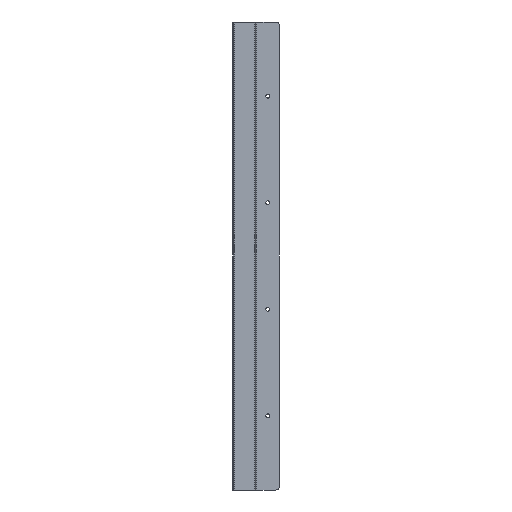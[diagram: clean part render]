
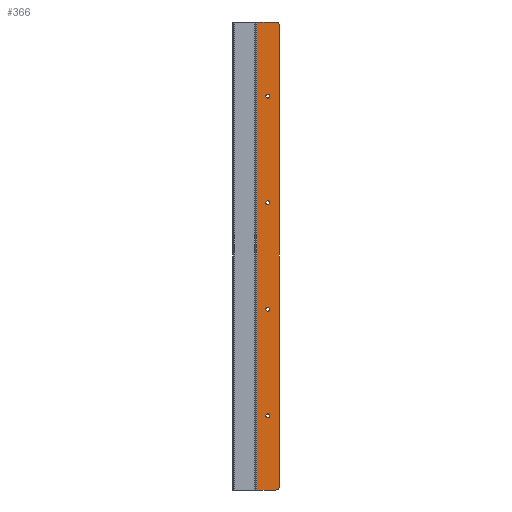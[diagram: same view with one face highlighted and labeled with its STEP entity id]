
A CAD part, front view. The second image highlights one B-rep face of the part: STEP entity #366.
In plain terms, the highlighted planar face has unit normal (0, -1, 0).
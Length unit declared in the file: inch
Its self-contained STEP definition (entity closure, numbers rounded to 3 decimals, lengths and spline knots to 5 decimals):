
#2 = LINE ( 'NONE', #7, #321 ) ;
#7 = CARTESIAN_POINT ( 'NONE',  ( 0.047, -0.548, -15. ) ) ;
#27 = CARTESIAN_POINT ( 'NONE',  ( 0.75, -0.548, 3.41667 ) ) ;
#31 = EDGE_CURVE ( 'NONE', #185, #185, #543, .T. ) ;
#51 = DIRECTION ( 'NONE',  ( 0., 0., 1. ) ) ;
#90 = ORIENTED_EDGE ( 'NONE', *, *, #609, .F. ) ;
#100 = EDGE_LOOP ( 'NONE', ( #742 ) ) ;
#123 = VERTEX_POINT ( 'NONE', #564 ) ;
#126 = VERTEX_POINT ( 'NONE', #697 ) ;
#143 = ORIENTED_EDGE ( 'NONE', *, *, #502, .T. ) ;
#147 = DIRECTION ( 'NONE',  ( 0., 0., 1. ) ) ;
#155 = PLANE ( 'NONE',  #306 ) ;
#161 = CARTESIAN_POINT ( 'NONE',  ( 0.75, -0.548, -3.41667 ) ) ;
#166 = CARTESIAN_POINT ( 'NONE',  ( 0.7735, -0.548, 15. ) ) ;
#168 = CIRCLE ( 'NONE', #621, 0.125 ) ;
#169 = ORIENTED_EDGE ( 'NONE', *, *, #518, .T. ) ;
#179 = DIRECTION ( 'NONE',  ( 0., 0., 1. ) ) ;
#185 = VERTEX_POINT ( 'NONE', #688 ) ;
#189 = CARTESIAN_POINT ( 'NONE',  ( 0.75, -0.548, -10.125 ) ) ;
#206 = EDGE_LOOP ( 'NONE', ( #143 ) ) ;
#219 = DIRECTION ( 'NONE',  ( 0., 0., 1. ) ) ;
#254 = CARTESIAN_POINT ( 'NONE',  ( 0.75, -0.548, -10.25 ) ) ;
#258 = CARTESIAN_POINT ( 'NONE',  ( 1.25, -0.548, 15. ) ) ;
#261 = CIRCLE ( 'NONE', #590, 0.25 ) ;
#263 = VERTEX_POINT ( 'NONE', #834 ) ;
#290 = CARTESIAN_POINT ( 'NONE',  ( 1.5, -0.548, -14.75 ) ) ;
#291 = VERTEX_POINT ( 'NONE', #290 ) ;
#306 = AXIS2_PLACEMENT_3D ( 'NONE', #447, #653, #649 ) ;
#311 = ORIENTED_EDGE ( 'NONE', *, *, #326, .T. ) ;
#316 = DIRECTION ( 'NONE',  ( 0., 0., 1. ) ) ;
#321 = VECTOR ( 'NONE', #358, 39.37008 ) ;
#326 = EDGE_CURVE ( 'NONE', #291, #826, #864, .T. ) ;
#341 = ORIENTED_EDGE ( 'NONE', *, *, #838, .F. ) ;
#342 = VERTEX_POINT ( 'NONE', #189 ) ;
#358 = DIRECTION ( 'NONE',  ( 0., 0., 1. ) ) ;
#361 = FACE_OUTER_BOUND ( 'NONE', #876, .T. ) ;
#366 = ADVANCED_FACE ( 'NONE', ( #723, #382, #718, #661, #361 ), #155, .F. ) ;
#373 = CARTESIAN_POINT ( 'NONE',  ( 1.5, -0.548, 0. ) ) ;
#374 = DIRECTION ( 'NONE',  ( 0., 0., 1. ) ) ;
#375 = ORIENTED_EDGE ( 'NONE', *, *, #585, .T. ) ;
#382 = FACE_BOUND ( 'NONE', #860, .T. ) ;
#392 = CARTESIAN_POINT ( 'NONE',  ( 1.25, -0.548, 14.75 ) ) ;
#420 = CARTESIAN_POINT ( 'NONE',  ( 1.25, -0.548, -15. ) ) ;
#421 = DIRECTION ( 'NONE',  ( 0., 1., 0. ) ) ;
#430 = AXIS2_PLACEMENT_3D ( 'NONE', #27, #807, #374 ) ;
#447 = CARTESIAN_POINT ( 'NONE',  ( 1.5, -0.548, -15. ) ) ;
#461 = DIRECTION ( 'NONE',  ( -1., 0., 0. ) ) ;
#468 = DIRECTION ( 'NONE',  ( -1., 0., 0. ) ) ;
#489 = VECTOR ( 'NONE', #468, 39.37008 ) ;
#497 = ORIENTED_EDGE ( 'NONE', *, *, #538, .F. ) ;
#502 = EDGE_CURVE ( 'NONE', #263, #263, #168, .T. ) ;
#518 = EDGE_CURVE ( 'NONE', #597, #126, #891, .T. ) ;
#524 = ORIENTED_EDGE ( 'NONE', *, *, #31, .T. ) ;
#538 = EDGE_CURVE ( 'NONE', #597, #826, #846, .T. ) ;
#539 = DIRECTION ( 'NONE',  ( 0., 1., 0. ) ) ;
#542 = CARTESIAN_POINT ( 'NONE',  ( 0.7735, -0.548, -15. ) ) ;
#543 = CIRCLE ( 'NONE', #430, 0.125 ) ;
#544 = VECTOR ( 'NONE', #461, 39.37008 ) ;
#545 = CARTESIAN_POINT ( 'NONE',  ( 1.25, -0.548, -14.75 ) ) ;
#564 = CARTESIAN_POINT ( 'NONE',  ( 0.75, -0.548, 10.375 ) ) ;
#576 = AXIS2_PLACEMENT_3D ( 'NONE', #857, #640, #219 ) ;
#585 = EDGE_CURVE ( 'NONE', #342, #342, #858, .T. ) ;
#590 = AXIS2_PLACEMENT_3D ( 'NONE', #545, #421, #51 ) ;
#597 = VERTEX_POINT ( 'NONE', #258 ) ;
#609 = EDGE_CURVE ( 'NONE', #291, #913, #261, .T. ) ;
#621 = AXIS2_PLACEMENT_3D ( 'NONE', #161, #673, #179 ) ;
#636 = AXIS2_PLACEMENT_3D ( 'NONE', #392, #878, #316 ) ;
#640 = DIRECTION ( 'NONE',  ( 0., 1., 0. ) ) ;
#645 = EDGE_LOOP ( 'NONE', ( #375 ) ) ;
#649 = DIRECTION ( 'NONE',  ( 0., 0., 1. ) ) ;
#652 = AXIS2_PLACEMENT_3D ( 'NONE', #254, #539, #915 ) ;
#653 = DIRECTION ( 'NONE',  ( 0., 1., 0. ) ) ;
#661 = FACE_BOUND ( 'NONE', #645, .T. ) ;
#673 = DIRECTION ( 'NONE',  ( 0., 1., 0. ) ) ;
#688 = CARTESIAN_POINT ( 'NONE',  ( 0.75, -0.548, 3.54167 ) ) ;
#692 = CARTESIAN_POINT ( 'NONE',  ( 1.5, -0.548, 14.75 ) ) ;
#697 = CARTESIAN_POINT ( 'NONE',  ( 0.047, -0.548, 15. ) ) ;
#709 = VECTOR ( 'NONE', #147, 39.37008 ) ;
#714 = CARTESIAN_POINT ( 'NONE',  ( 0.047, -0.548, -15. ) ) ;
#718 = FACE_BOUND ( 'NONE', #206, .T. ) ;
#723 = FACE_BOUND ( 'NONE', #100, .T. ) ;
#739 = EDGE_CURVE ( 'NONE', #123, #123, #828, .T. ) ;
#742 = ORIENTED_EDGE ( 'NONE', *, *, #739, .T. ) ;
#748 = EDGE_CURVE ( 'NONE', #791, #126, #2, .T. ) ;
#791 = VERTEX_POINT ( 'NONE', #714 ) ;
#807 = DIRECTION ( 'NONE',  ( 0., 1., 0. ) ) ;
#826 = VERTEX_POINT ( 'NONE', #692 ) ;
#828 = CIRCLE ( 'NONE', #576, 0.125 ) ;
#834 = CARTESIAN_POINT ( 'NONE',  ( 0.75, -0.548, -3.29167 ) ) ;
#838 = EDGE_CURVE ( 'NONE', #913, #791, #890, .T. ) ;
#842 = ORIENTED_EDGE ( 'NONE', *, *, #748, .F. ) ;
#846 = CIRCLE ( 'NONE', #636, 0.25 ) ;
#857 = CARTESIAN_POINT ( 'NONE',  ( 0.75, -0.548, 10.25 ) ) ;
#858 = CIRCLE ( 'NONE', #652, 0.125 ) ;
#860 = EDGE_LOOP ( 'NONE', ( #524 ) ) ;
#864 = LINE ( 'NONE', #373, #709 ) ;
#876 = EDGE_LOOP ( 'NONE', ( #842, #341, #90, #311, #497, #169 ) ) ;
#878 = DIRECTION ( 'NONE',  ( 0., 1., 0. ) ) ;
#890 = LINE ( 'NONE', #542, #489 ) ;
#891 = LINE ( 'NONE', #166, #544 ) ;
#913 = VERTEX_POINT ( 'NONE', #420 ) ;
#915 = DIRECTION ( 'NONE',  ( 0., 0., 1. ) ) ;
